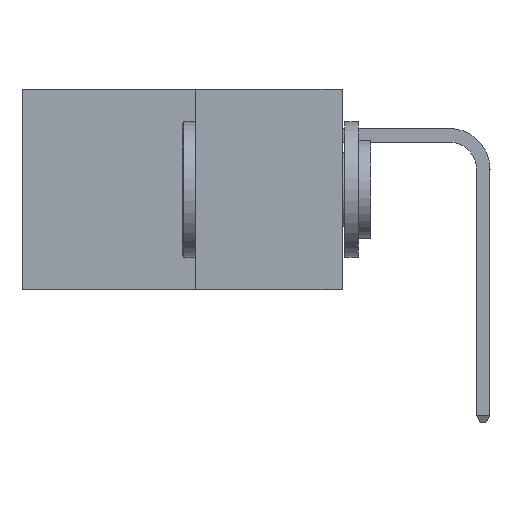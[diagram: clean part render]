
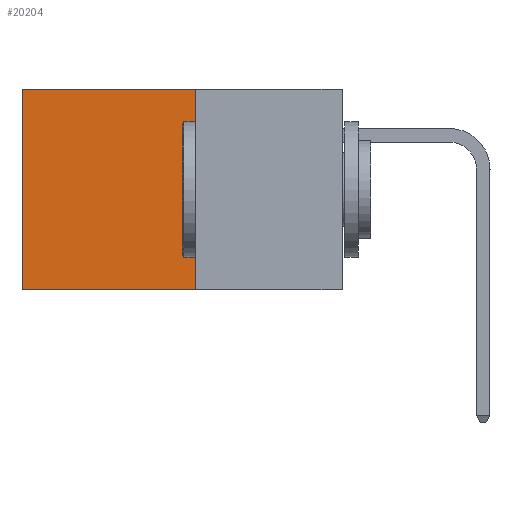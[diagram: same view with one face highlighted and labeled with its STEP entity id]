
A CAD part, left-side view. The second image highlights one B-rep face of the part: STEP entity #20204.
In plain terms, the highlighted planar face has unit normal (-1, 0, 0).
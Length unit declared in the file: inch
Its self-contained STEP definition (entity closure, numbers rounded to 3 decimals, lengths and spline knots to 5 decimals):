
#774 = VECTOR ( 'NONE', #23738, 39.37008 ) ;
#825 = VECTOR ( 'NONE', #13830, 39.37008 ) ;
#1495 = EDGE_CURVE ( 'NONE', #14016, #9351, #24782, .T. ) ;
#1804 = CARTESIAN_POINT ( 'NONE',  ( 0.277, 0.27, -0.37 ) ) ;
#3024 = EDGE_CURVE ( 'NONE', #22757, #9351, #25444, .T. ) ;
#3161 = ORIENTED_EDGE ( 'NONE', *, *, #10437, .T. ) ;
#4109 = CARTESIAN_POINT ( 'NONE',  ( 0.277, 0.27, 0. ) ) ;
#7666 = VERTEX_POINT ( 'NONE', #4109 ) ;
#8518 = DIRECTION ( 'NONE',  ( 1., 0., 0. ) ) ;
#9100 = AXIS2_PLACEMENT_3D ( 'NONE', #19696, #8518, #24240 ) ;
#9351 = VERTEX_POINT ( 'NONE', #25872 ) ;
#9672 = EDGE_LOOP ( 'NONE', ( #12493, #10191, #18676, #3161 ) ) ;
#9902 = CARTESIAN_POINT ( 'NONE',  ( 0.277, 0.27, 0. ) ) ;
#10191 = ORIENTED_EDGE ( 'NONE', *, *, #1495, .F. ) ;
#10437 = EDGE_CURVE ( 'NONE', #7666, #22757, #19479, .T. ) ;
#12493 = ORIENTED_EDGE ( 'NONE', *, *, #3024, .T. ) ;
#13830 = DIRECTION ( 'NONE',  ( 0., 1., 0. ) ) ;
#14016 = VERTEX_POINT ( 'NONE', #21614 ) ;
#18676 = ORIENTED_EDGE ( 'NONE', *, *, #25045, .F. ) ;
#19479 = LINE ( 'NONE', #9902, #25386 ) ;
#19696 = CARTESIAN_POINT ( 'NONE',  ( 0.277, 0.27, -0.37 ) ) ;
#19772 = CARTESIAN_POINT ( 'NONE',  ( 0.277, 0.59, 0. ) ) ;
#20204 = ADVANCED_FACE ( 'NONE', ( #20267 ), #22034, .F. ) ;
#20267 = FACE_OUTER_BOUND ( 'NONE', #9672, .T. ) ;
#21614 = CARTESIAN_POINT ( 'NONE',  ( 0.277, 0.27, -0.37 ) ) ;
#22034 = PLANE ( 'NONE',  #9100 ) ;
#22757 = VERTEX_POINT ( 'NONE', #19772 ) ;
#23738 = DIRECTION ( 'NONE',  ( 0., 0., -1. ) ) ;
#23806 = CARTESIAN_POINT ( 'NONE',  ( 0.277, 0.59, -0.37 ) ) ;
#24240 = DIRECTION ( 'NONE',  ( 0., 0., -1. ) ) ;
#24782 = LINE ( 'NONE', #1804, #825 ) ;
#25045 = EDGE_CURVE ( 'NONE', #7666, #14016, #26600, .T. ) ;
#25229 = CARTESIAN_POINT ( 'NONE',  ( 0.277, 0.27, -0.37 ) ) ;
#25386 = VECTOR ( 'NONE', #27963, 39.37008 ) ;
#25444 = LINE ( 'NONE', #23806, #774 ) ;
#25872 = CARTESIAN_POINT ( 'NONE',  ( 0.277, 0.59, -0.37 ) ) ;
#26600 = LINE ( 'NONE', #25229, #27988 ) ;
#27476 = DIRECTION ( 'NONE',  ( 0., 0., -1. ) ) ;
#27963 = DIRECTION ( 'NONE',  ( 0., 1., 0. ) ) ;
#27988 = VECTOR ( 'NONE', #27476, 39.37008 ) ;
